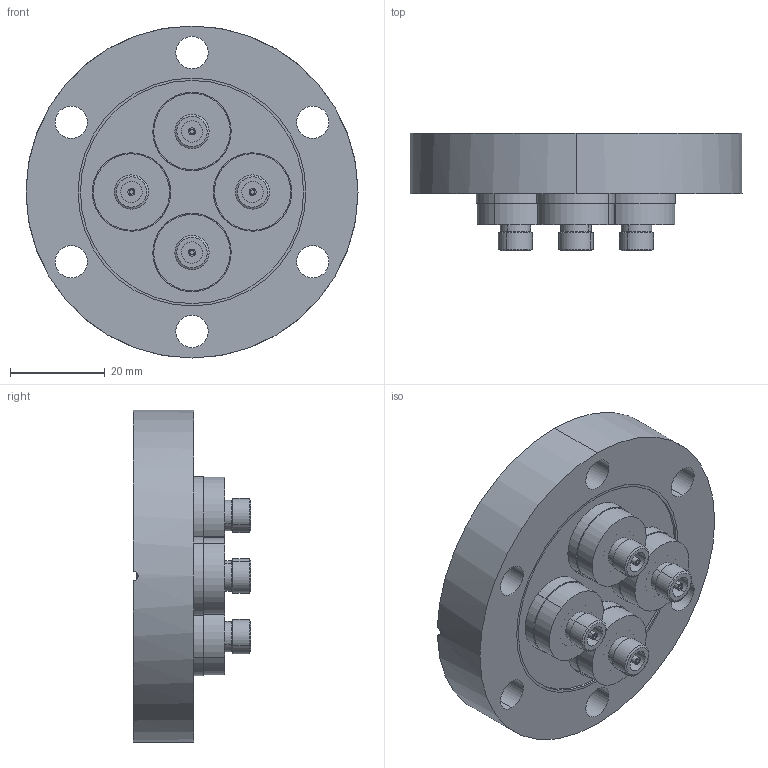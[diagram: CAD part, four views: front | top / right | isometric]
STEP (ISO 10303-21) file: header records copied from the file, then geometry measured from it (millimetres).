
FILE_DESCRIPTION (( 'STEP AP214' ), '1' );
FILE_NAME ('242-SMADF50-C40-4.STEP', '2017-09-12T06:14:57', ( '' ), ( '' ), 'SwSTEP 2.0', 'SolidWorks 2014', '' );
FILE_SCHEMA (( 'AUTOMOTIVE_DESIGN' ));
Length unit declared in the file: millimetre
Products named in the file (4): 242-SMADF50-C40-4; 242-SMADF50; 9419-PLATE-CF40; 9419-Flange-CF40_411-CB40
Assembly tree (6 placements, depth 2):
  242-SMADF50-C40-4
    9419-Flange-CF40_411-CB40
    9419-PLATE-CF40
    242-SMADF50  x4
Bounding box: 69.9 x 24.7 x 69.9 mm (x, y, z)
Volume: 35843.9 mm3; surface area: 23082.4 mm2
Topology: 14 solids, 14 shells, 247 faces, 518 edges, 332 vertices
Faces by surface type: cylinder 146, plane 63, cone 38
Entity records: 3608 total; most frequent: DIRECTION 562, CARTESIAN_POINT 526, ORIENTED_EDGE 436, AXIS2_PLACEMENT_3D 242, EDGE_CURVE 218, VERTEX_POINT 140, CIRCLE 136, EDGE_LOOP 130
